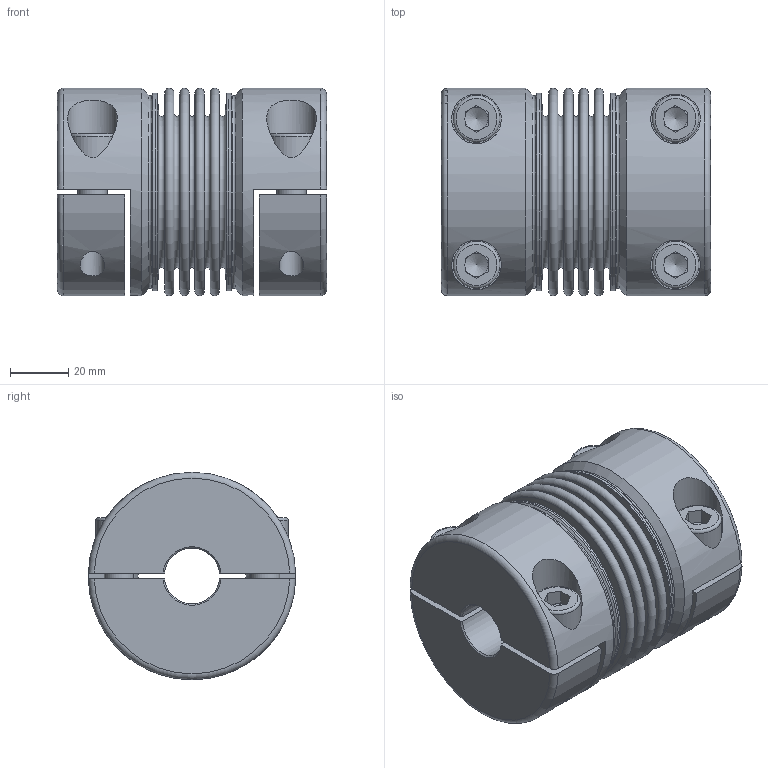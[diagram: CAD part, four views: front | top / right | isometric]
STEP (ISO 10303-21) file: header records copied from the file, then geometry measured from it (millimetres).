
FILE_DESCRIPTION( ( 'Unknown' ), '1' );
FILE_NAME( 'KGH-VA 120 - 4W.stp', 'Unknown', ( 'Unknown' ), ( 'Unknown' ), 'PSStep 10.1', 'Unknown', ' ' );
FILE_SCHEMA( ( 'AUTOMOTIVE_DESIGN { 1 0 10303 214 1 1 1 1 }' ) );
Length unit declared in the file: millimetre
Products named in the file (1): KT103586
Bounding box: 92.14 x 71 x 71 mm (x, y, z)
Volume: 217605.7 mm3; surface area: 92204.5 mm2
Topology: 1 solids, 1 shells, 200 faces, 448 edges, 290 vertices
Faces by surface type: plane 108, cylinder 36, torus 32, cone 24
Full cylindrical faces by diameter (mm): 8.376 x4, 10 x4, 10.4 x4, 16 x4, 17 x4, 67.4 x2, 67.5 x2, 71 x2
Entity records: 7352 total; most frequent: CARTESIAN_POINT 1663, DIRECTION 878, ORIENTED_EDGE 692, AXIS2_PLACEMENT_3D 367, EDGE_CURVE 346, EDGE_LOOP 314, VERTEX_POINT 260, FACE_OUTER_BOUND 252
